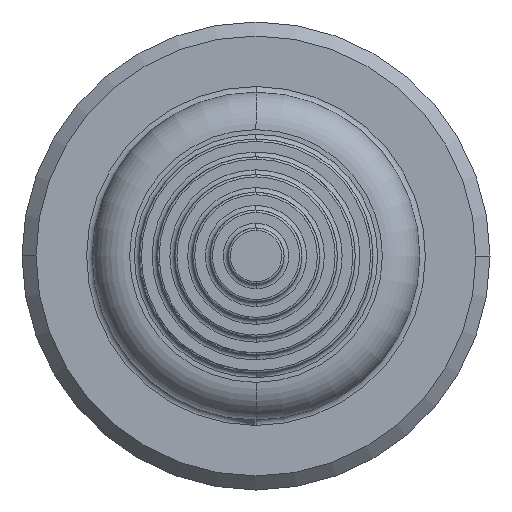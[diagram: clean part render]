
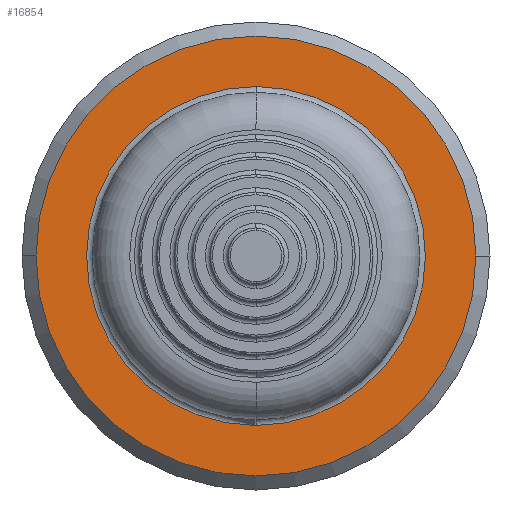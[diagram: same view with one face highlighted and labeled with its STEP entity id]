
A CAD part, front view. The second image highlights one B-rep face of the part: STEP entity #16854.
In plain terms, the highlighted planar face has unit normal (0, -1, 0).
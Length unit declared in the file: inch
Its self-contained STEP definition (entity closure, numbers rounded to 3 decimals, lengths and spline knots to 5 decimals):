
#10970=CARTESIAN_POINT('',(0.,-0.128,0.));
#10971=DIRECTION('',(0.,1.,0.));
#10972=DIRECTION('',(0.,0.,-1.));
#10973=AXIS2_PLACEMENT_3D('',#10970,#10971,#10972);
#10990=CARTESIAN_POINT('',(0.,-0.128,0.));
#10991=DIRECTION('',(0.,1.,0.));
#10992=DIRECTION('',(-1.,0.,0.));
#10993=AXIS2_PLACEMENT_3D('',#10990,#10991,#10992);
#10995=CARTESIAN_POINT('',(0.,-0.128,0.));
#10996=DIRECTION('',(0.,1.,0.));
#10997=DIRECTION('',(0.,0.,1.));
#10998=AXIS2_PLACEMENT_3D('',#10995,#10996,#10997);
#11000=CARTESIAN_POINT('',(0.,-0.128,0.));
#11001=DIRECTION('',(0.,1.,0.));
#11002=DIRECTION('',(1.,0.,0.));
#11003=AXIS2_PLACEMENT_3D('',#11000,#11001,#11002);
#11005=CARTESIAN_POINT('',(0.,-0.128,0.));
#11006=DIRECTION('',(0.,1.,0.));
#11007=DIRECTION('',(0.,0.,-1.));
#11008=AXIS2_PLACEMENT_3D('',#11005,#11006,#11007);
#11010=CARTESIAN_POINT('',(0.,-0.128,0.));
#11011=DIRECTION('',(0.,-1.,0.));
#11012=DIRECTION('',(0.,0.,-1.));
#11013=AXIS2_PLACEMENT_3D('',#11010,#11011,#11012);
#11015=CARTESIAN_POINT('',(0.,-0.128,0.));
#11016=DIRECTION('',(0.,-1.,0.));
#11017=DIRECTION('',(0.,0.,1.));
#11018=AXIS2_PLACEMENT_3D('',#11015,#11016,#11017);
#14088=CARTESIAN_POINT('',(0.,-0.128,0.));
#14089=DIRECTION('',(0.,1.,0.));
#14090=DIRECTION('',(0.,0.,1.));
#14091=AXIS2_PLACEMENT_3D('',#14088,#14089,#14090);
#15200=CARTESIAN_POINT('',(-0.00004,-0.128,0.362));
#15201=CARTESIAN_POINT('',(-0.00261,-0.128,-0.36199));
#15202=VERTEX_POINT('',#15200);
#15203=VERTEX_POINT('',#15201);
#15204=CARTESIAN_POINT('',(0.00004,-0.128,-0.362));
#15205=VERTEX_POINT('',#15204);
#15206=CARTESIAN_POINT('',(0.,-0.128,0.47));
#15207=CARTESIAN_POINT('',(0.47,-0.128,0.));
#15208=VERTEX_POINT('',#15206);
#15209=VERTEX_POINT('',#15207);
#15210=CARTESIAN_POINT('',(-0.47,-0.128,0.));
#15211=VERTEX_POINT('',#15210);
#15212=CARTESIAN_POINT('',(0.,-0.128,-0.47));
#15213=VERTEX_POINT('',#15212);
#15214=CARTESIAN_POINT('',(0.00261,-0.128,0.36199));
#15215=VERTEX_POINT('',#15214);
#16831=CARTESIAN_POINT('',(0.,-0.128,0.));
#16832=DIRECTION('',(0.,1.,0.));
#16833=DIRECTION('',(-1.,0.,0.));
#16834=AXIS2_PLACEMENT_3D('',#16831,#16832,#16833);
#16835=PLANE('',#16834);
#16837=ORIENTED_EDGE('',*,*,#16836,.T.);
#16839=ORIENTED_EDGE('',*,*,#16838,.T.);
#16841=ORIENTED_EDGE('',*,*,#16840,.T.);
#16843=ORIENTED_EDGE('',*,*,#16842,.T.);
#16844=EDGE_LOOP('',(#16837,#16839,#16841,#16843));
#16845=FACE_OUTER_BOUND('',#16844,.F.);
#16847=ORIENTED_EDGE('',*,*,#16846,.T.);
#16849=ORIENTED_EDGE('',*,*,#16848,.F.);
#16850=ORIENTED_EDGE('',*,*,#16813,.T.);
#16851=ORIENTED_EDGE('',*,*,#16811,.F.);
#16852=EDGE_LOOP('',(#16847,#16849,#16850,#16851));
#16853=FACE_BOUND('',#16852,.F.);
#16854=ADVANCED_FACE('',(#16845,#16853),#16835,.F.);
#10974=CIRCLE('',#10973,0.362);
#10994=CIRCLE('',#10993,0.47);
#10999=CIRCLE('',#10998,0.47);
#11004=CIRCLE('',#11003,0.47);
#11009=CIRCLE('',#11008,0.47);
#11014=CIRCLE('',#11013,0.362);
#11019=CIRCLE('',#11018,0.362);
#14092=CIRCLE('',#14091,0.362);
#16811=EDGE_CURVE('',#15205,#15203,#10974,.T.);
#16813=EDGE_CURVE('',#15202,#15203,#11019,.T.);
#16836=EDGE_CURVE('',#15211,#15208,#10994,.T.);
#16838=EDGE_CURVE('',#15208,#15209,#10999,.T.);
#16840=EDGE_CURVE('',#15209,#15213,#11004,.T.);
#16842=EDGE_CURVE('',#15213,#15211,#11009,.T.);
#16846=EDGE_CURVE('',#15205,#15215,#11014,.T.);
#16848=EDGE_CURVE('',#15202,#15215,#14092,.T.);
